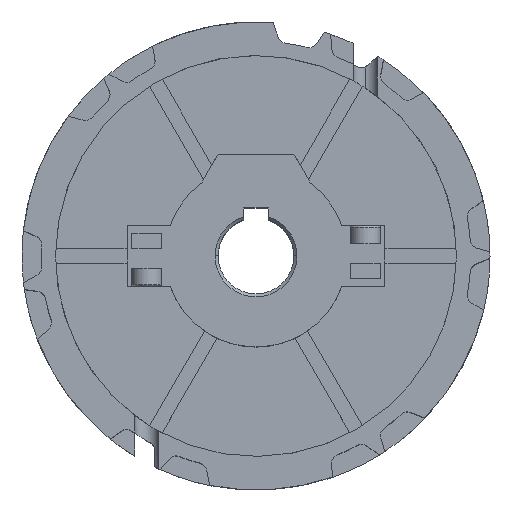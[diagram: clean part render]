
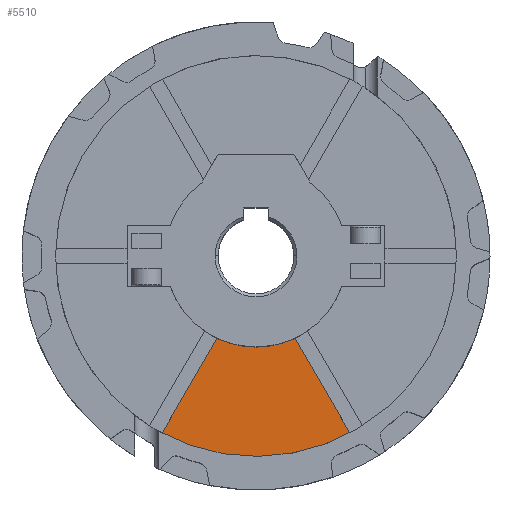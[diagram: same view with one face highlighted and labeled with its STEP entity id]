
A CAD part, top view. The second image highlights one B-rep face of the part: STEP entity #5510.
In plain terms, the highlighted planar face has unit normal (0, 0, 1).
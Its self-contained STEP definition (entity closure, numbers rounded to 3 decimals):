
#286 = CIRCLE ( 'NONE', #9944, 30. ) ;
#698 = ORIENTED_EDGE ( 'NONE', *, *, #6708, .T. ) ;
#1075 = DIRECTION ( 'NONE',  ( 1., 0., 0. ) ) ;
#1203 = ORIENTED_EDGE ( 'NONE', *, *, #6590, .T. ) ;
#1263 = EDGE_CURVE ( 'NONE', #8795, #2367, #286, .T. ) ;
#1466 = ORIENTED_EDGE ( 'NONE', *, *, #1263, .F. ) ;
#1662 = VERTEX_POINT ( 'NONE', #4427 ) ;
#1725 = EDGE_CURVE ( 'Edge1', #6315, #1662, #5885, .T. ) ;
#2367 = VERTEX_POINT ( 'NONE', #5183 ) ;
#3501 = CARTESIAN_POINT ( 'NONE',  ( 2.057, -1.188, 8.25 ) ) ;
#3791 = CARTESIAN_POINT ( 'NONE',  ( 0., 0., 8.25 ) ) ;
#3814 = DIRECTION ( 'NONE',  ( 0., 0., 1. ) ) ;
#4106 = LINE ( 'NONE', #4238, #4753 ) ;
#4238 = CARTESIAN_POINT ( 'NONE',  ( -2.057, -1.187, 8.25 ) ) ;
#4427 = CARTESIAN_POINT ( 'NONE',  ( 30.947, -58.351, 8.25 ) ) ;
#4606 = LINE ( 'NONE', #3501, #5533 ) ;
#4753 = VECTOR ( 'NONE', #11598, 1000. ) ;
#4783 = DIRECTION ( 'NONE',  ( 1., 0., 0. ) ) ;
#5183 = CARTESIAN_POINT ( 'NONE',  ( 12.896, -27.087, 8.25 ) ) ;
#5510 = ADVANCED_FACE ( 'Face4', ( #6530 ), #7542, .T. ) ;
#5533 = VECTOR ( 'NONE', #11834, 1000. ) ;
#5885 = CIRCLE ( 'NONE', #7442, 66.05 ) ;
#5993 = CARTESIAN_POINT ( 'NONE',  ( -12.896, -27.087, 8.25 ) ) ;
#6315 = VERTEX_POINT ( 'NONE', #11848 ) ;
#6530 = FACE_OUTER_BOUND ( 'NONE', #11682, .T. ) ;
#6590 = EDGE_CURVE ( 'NONE', #1662, #2367, #4106, .T. ) ;
#6708 = EDGE_CURVE ( 'NONE', #8795, #6315, #4606, .T. ) ;
#7442 = AXIS2_PLACEMENT_3D ( 'NONE', #10237, #3814, #4783 ) ;
#7542 = PLANE ( 'NONE',  #11851 ) ;
#7591 = DIRECTION ( 'NONE',  ( 0., 0., 1. ) ) ;
#7602 = ORIENTED_EDGE ( 'NONE', *, *, #1725, .T. ) ;
#8512 = DIRECTION ( 'NONE',  ( 1., 0., 0. ) ) ;
#8795 = VERTEX_POINT ( 'NONE', #5993 ) ;
#9369 = CARTESIAN_POINT ( 'NONE',  ( 0., 0., 8.25 ) ) ;
#9944 = AXIS2_PLACEMENT_3D ( 'NONE', #3791, #7591, #8512 ) ;
#10237 = CARTESIAN_POINT ( 'NONE',  ( 0., 0., 8.25 ) ) ;
#10322 = DIRECTION ( 'NONE',  ( 0., 0., 1. ) ) ;
#11598 = DIRECTION ( 'NONE',  ( -0.5, 0.866, 0. ) ) ;
#11682 = EDGE_LOOP ( 'NONE', ( #7602, #1203, #1466, #698 ) ) ;
#11834 = DIRECTION ( 'NONE',  ( -0.5, -0.866, 0. ) ) ;
#11848 = CARTESIAN_POINT ( 'NONE',  ( -30.947, -58.351, 8.25 ) ) ;
#11851 = AXIS2_PLACEMENT_3D ( 'NONE', #9369, #10322, #1075 ) ;
